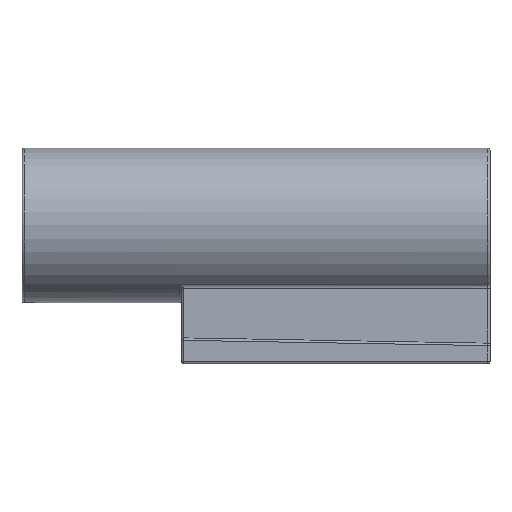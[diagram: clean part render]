
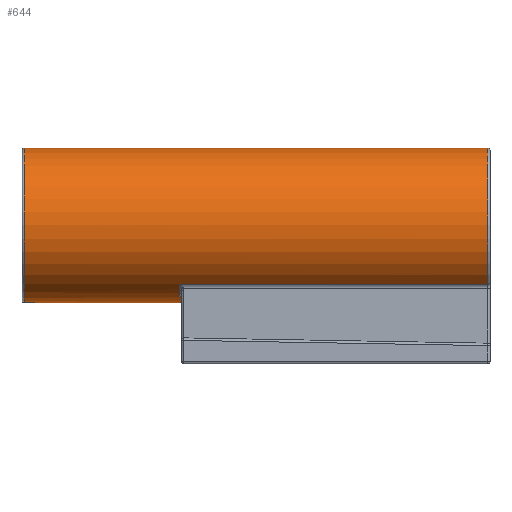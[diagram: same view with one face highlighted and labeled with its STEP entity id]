
A CAD part, left-side view. The second image highlights one B-rep face of the part: STEP entity #644.
In plain terms, the highlighted cylindrical face has radius 7.25 mm (diameter 14.5 mm), a partial arc.
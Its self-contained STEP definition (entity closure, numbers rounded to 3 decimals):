
#30 = ORIENTED_EDGE ( 'NONE', *, *, #3793, .T. ) ;
#163 = ORIENTED_EDGE ( 'NONE', *, *, #1364, .T. ) ;
#356 = CARTESIAN_POINT ( 'NONE',  ( 0., 21.8, 5.75 ) ) ;
#411 = CARTESIAN_POINT ( 'NONE',  ( -4.677, 7.2, 7.461 ) ) ;
#420 = B_SPLINE_CURVE_WITH_KNOTS ( 'NONE', 3,
 ( #2713, #5221, #4817, #4340, #4312, #772, #671, #696, #1564, #3180 ),
 .UNSPECIFIED., .F., .F.,
 ( 4, 2, 2, 2, 4 ),
 ( 0.004, 0.004, 0.005, 0.006, 0.007 ),
 .UNSPECIFIED. ) ;
#561 = CARTESIAN_POINT ( 'NONE',  ( 0., 7.092, 5.75 ) ) ;
#610 = EDGE_CURVE ( 'NONE', #3990, #1496, #2042, .T. ) ;
#644 = ADVANCED_FACE ( 'NONE', ( #2076 ), #1690, .T. ) ;
#671 = CARTESIAN_POINT ( 'NONE',  ( -1.959, 6.531, 6.016 ) ) ;
#696 = CARTESIAN_POINT ( 'NONE',  ( -2.368, 6.235, 6.144 ) ) ;
#698 = LINE ( 'NONE', #4643, #1588 ) ;
#772 = CARTESIAN_POINT ( 'NONE',  ( -1.736, 6.661, 5.957 ) ) ;
#1041 = AXIS2_PLACEMENT_3D ( 'NONE', #2394, #3969, #1941 ) ;
#1045 = DIRECTION ( 'NONE',  ( 0., -1., 0. ) ) ;
#1364 = EDGE_CURVE ( 'NONE', #3814, #3257, #3759, .T. ) ;
#1394 = CARTESIAN_POINT ( 'NONE',  ( 0., 21.8, 13. ) ) ;
#1462 = ORIENTED_EDGE ( 'NONE', *, *, #2352, .T. ) ;
#1496 = VERTEX_POINT ( 'NONE', #2539 ) ;
#1520 = CARTESIAN_POINT ( 'NONE',  ( 0., -21.8, 13. ) ) ;
#1564 = CARTESIAN_POINT ( 'NONE',  ( -2.555, 6.069, 6.213 ) ) ;
#1588 = VECTOR ( 'NONE', #1816, 1000. ) ;
#1627 = DIRECTION ( 'NONE',  ( 0., -1., 0. ) ) ;
#1661 = ORIENTED_EDGE ( 'NONE', *, *, #2685, .T. ) ;
#1690 = CYLINDRICAL_SURFACE ( 'NONE', #4545, 7.25 ) ;
#1816 = DIRECTION ( 'NONE',  ( 0., -1., 0. ) ) ;
#1843 = CARTESIAN_POINT ( 'NONE',  ( 0., 22.001, 5.75 ) ) ;
#1891 = DIRECTION ( 'NONE',  ( 0., 1., 0. ) ) ;
#1893 = DIRECTION ( 'NONE',  ( 0., -1., 0. ) ) ;
#1941 = DIRECTION ( 'NONE',  ( 0., 0., 1. ) ) ;
#1982 = VERTEX_POINT ( 'NONE', #561 ) ;
#2042 = LINE ( 'NONE', #2886, #3860 ) ;
#2076 = FACE_OUTER_BOUND ( 'NONE', #3652, .T. ) ;
#2094 = CARTESIAN_POINT ( 'NONE',  ( -2.727, 5.885, 6.282 ) ) ;
#2352 = EDGE_CURVE ( 'NONE', #5254, #1982, #5151, .T. ) ;
#2394 = CARTESIAN_POINT ( 'NONE',  ( 0., 7.2, 13. ) ) ;
#2425 = ORIENTED_EDGE ( 'NONE', *, *, #3887, .T. ) ;
#2539 = CARTESIAN_POINT ( 'NONE',  ( 0., -21.8, 20.25 ) ) ;
#2654 = EDGE_CURVE ( 'NONE', #3576, #1496, #5016, .T. ) ;
#2685 = EDGE_CURVE ( 'NONE', #3257, #3576, #698, .T. ) ;
#2704 = AXIS2_PLACEMENT_3D ( 'NONE', #1520, #5124, #4693 ) ;
#2713 = CARTESIAN_POINT ( 'NONE',  ( 0., 7.092, 5.75 ) ) ;
#2790 = CARTESIAN_POINT ( 'NONE',  ( -4.677, -21.8, 7.461 ) ) ;
#2886 = CARTESIAN_POINT ( 'NONE',  ( 0., 22.001, 20.25 ) ) ;
#2897 = VECTOR ( 'NONE', #1891, 1000. ) ;
#3180 = CARTESIAN_POINT ( 'NONE',  ( -2.727, 5.885, 6.282 ) ) ;
#3257 = VERTEX_POINT ( 'NONE', #411 ) ;
#3394 = ORIENTED_EDGE ( 'NONE', *, *, #2654, .T. ) ;
#3435 = CARTESIAN_POINT ( 'NONE',  ( -2.727, 7.2, 6.282 ) ) ;
#3576 = VERTEX_POINT ( 'NONE', #2790 ) ;
#3608 = VERTEX_POINT ( 'NONE', #2094 ) ;
#3652 = EDGE_LOOP ( 'NONE', ( #5272, #30, #1462, #2425, #4069, #163, #1661, #3394 ) ) ;
#3687 = DIRECTION ( 'NONE',  ( 0., -1., 0. ) ) ;
#3759 = CIRCLE ( 'NONE', #1041, 7.25 ) ;
#3772 = CARTESIAN_POINT ( 'NONE',  ( 0., 22.001, 13. ) ) ;
#3793 = EDGE_CURVE ( 'NONE', #3990, #5254, #4135, .T. ) ;
#3814 = VERTEX_POINT ( 'NONE', #3435 ) ;
#3860 = VECTOR ( 'NONE', #1627, 1000. ) ;
#3887 = EDGE_CURVE ( 'NONE', #1982, #3608, #420, .T. ) ;
#3969 = DIRECTION ( 'NONE',  ( 0., 1., 0. ) ) ;
#3990 = VERTEX_POINT ( 'NONE', #4557 ) ;
#4069 = ORIENTED_EDGE ( 'NONE', *, *, #4370, .T. ) ;
#4135 = CIRCLE ( 'NONE', #5249, 7.25 ) ;
#4204 = DIRECTION ( 'NONE',  ( 0., 0., -1. ) ) ;
#4246 = LINE ( 'NONE', #4751, #2897 ) ;
#4290 = DIRECTION ( 'NONE',  ( 0., 0., -1. ) ) ;
#4312 = CARTESIAN_POINT ( 'NONE',  ( -1.272, 6.871, 5.858 ) ) ;
#4340 = CARTESIAN_POINT ( 'NONE',  ( -1.026, 6.953, 5.818 ) ) ;
#4370 = EDGE_CURVE ( 'NONE', #3608, #3814, #4246, .T. ) ;
#4497 = VECTOR ( 'NONE', #1893, 1000. ) ;
#4545 = AXIS2_PLACEMENT_3D ( 'NONE', #3772, #3687, #4204 ) ;
#4557 = CARTESIAN_POINT ( 'NONE',  ( 0., 21.8, 20.25 ) ) ;
#4643 = CARTESIAN_POINT ( 'NONE',  ( -4.677, 22.001, 7.461 ) ) ;
#4693 = DIRECTION ( 'NONE',  ( 0., 0., 1. ) ) ;
#4751 = CARTESIAN_POINT ( 'NONE',  ( -2.727, 22.001, 6.282 ) ) ;
#4817 = CARTESIAN_POINT ( 'NONE',  ( -0.517, 7.064, 5.764 ) ) ;
#5016 = CIRCLE ( 'NONE', #2704, 7.25 ) ;
#5124 = DIRECTION ( 'NONE',  ( 0., 1., 0. ) ) ;
#5151 = LINE ( 'NONE', #1843, #4497 ) ;
#5221 = CARTESIAN_POINT ( 'NONE',  ( -0.26, 7.092, 5.75 ) ) ;
#5249 = AXIS2_PLACEMENT_3D ( 'NONE', #1394, #1045, #4290 ) ;
#5254 = VERTEX_POINT ( 'NONE', #356 ) ;
#5272 = ORIENTED_EDGE ( 'NONE', *, *, #610, .F. ) ;
